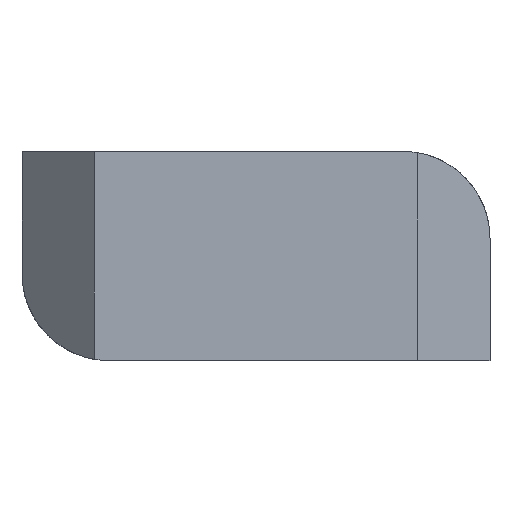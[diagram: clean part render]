
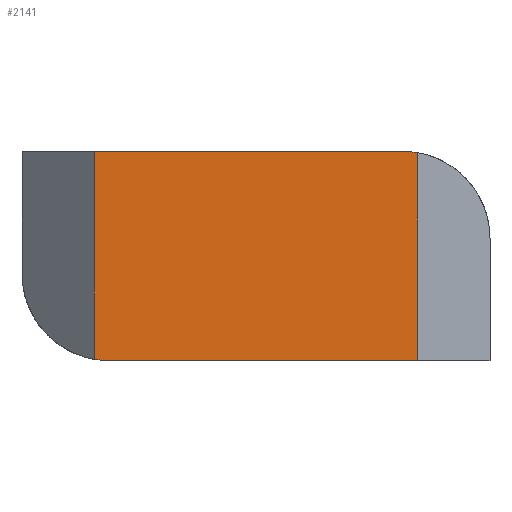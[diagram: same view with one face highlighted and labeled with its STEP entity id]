
A CAD part, front view. The second image highlights one B-rep face of the part: STEP entity #2141.
In plain terms, the highlighted planar face has unit normal (0, -1, 0).
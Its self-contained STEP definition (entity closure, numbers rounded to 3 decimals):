
#346 = DIRECTION ( 'NONE',  ( 0., 0., 1. ) ) ;
#351 = DIRECTION ( 'NONE',  ( 0., -1., 0. ) ) ;
#353 = CARTESIAN_POINT ( 'NONE',  ( 5.9, -5.6, 0.7 ) ) ;
#357 = CARTESIAN_POINT ( 'NONE',  ( 6.5, -5.6, 4.2 ) ) ;
#364 = DIRECTION ( 'NONE',  ( 0., 0., -1. ) ) ;
#365 = CARTESIAN_POINT ( 'NONE',  ( 6.5, -5.6, 4.2 ) ) ;
#367 = DIRECTION ( 'NONE',  ( 0., -1., 0. ) ) ;
#368 = DIRECTION ( 'NONE',  ( 1., 0., 0. ) ) ;
#376 = DIRECTION ( 'NONE',  ( 0., 0., 1. ) ) ;
#377 = CARTESIAN_POINT ( 'NONE',  ( -5.9, -5.6, -0.7 ) ) ;
#383 = DIRECTION ( 'NONE',  ( 1., 0., 0. ) ) ;
#389 = CARTESIAN_POINT ( 'NONE',  ( 6.5, -5.6, -4.2 ) ) ;
#398 = DIRECTION ( 'NONE',  ( 0., 0., -1. ) ) ;
#399 = CARTESIAN_POINT ( 'NONE',  ( -6.5, -5.6, 4.2 ) ) ;
#642 = CARTESIAN_POINT ( 'NONE',  ( 6.5, -5.6, -4.2 ) ) ;
#644 = CARTESIAN_POINT ( 'NONE',  ( -5.9, -5.6, -4.2 ) ) ;
#646 = CARTESIAN_POINT ( 'NONE',  ( -6.5, -5.6, -4.148 ) ) ;
#649 = CARTESIAN_POINT ( 'NONE',  ( -6.5, -5.6, 4.2 ) ) ;
#834 = CARTESIAN_POINT ( 'NONE',  ( 5.9, -5.6, 4.2 ) ) ;
#844 = CARTESIAN_POINT ( 'NONE',  ( 6.5, -5.6, 4.148 ) ) ;
#1321 = ORIENTED_EDGE ( 'NONE', *, *, #2742, .T. ) ;
#1566 = ORIENTED_EDGE ( 'NONE', *, *, #2745, .T. ) ;
#1568 = ORIENTED_EDGE ( 'NONE', *, *, #2746, .F. ) ;
#1569 = ORIENTED_EDGE ( 'NONE', *, *, #2747, .T. ) ;
#1570 = ORIENTED_EDGE ( 'NONE', *, *, #2748, .F. ) ;
#1571 = ORIENTED_EDGE ( 'NONE', *, *, #2744, .T. ) ;
#1597 = VERTEX_POINT ( 'NONE', #649 ) ;
#1598 = VERTEX_POINT ( 'NONE', #646 ) ;
#1599 = VERTEX_POINT ( 'NONE', #644 ) ;
#1600 = VERTEX_POINT ( 'NONE', #642 ) ;
#1636 = VERTEX_POINT ( 'NONE', #844 ) ;
#1646 = VERTEX_POINT ( 'NONE', #834 ) ;
#1838 = EDGE_LOOP ( 'NONE', ( #1321, #1571, #1566, #1568, #1569, #1570 ) ) ;
#2141 = ADVANCED_FACE ( 'NONE', ( #4590 ), #3863, .F. ) ;
#2388 = AXIS2_PLACEMENT_3D ( 'NONE', #353, #351, #346 ) ;
#2389 = AXIS2_PLACEMENT_3D ( 'NONE', #377, #367, #376 ) ;
#2562 = AXIS2_PLACEMENT_3D ( 'NONE', #3870, #3857, #3856 ) ;
#2742 = EDGE_CURVE ( 'NONE', #1597, #1598, #4239, .T. ) ;
#2744 = EDGE_CURVE ( 'NONE', #1598, #1599, #4236, .T. ) ;
#2745 = EDGE_CURVE ( 'NONE', #1599, #1600, #4234, .T. ) ;
#2746 = EDGE_CURVE ( 'NONE', #1636, #1600, #4233, .T. ) ;
#2747 = EDGE_CURVE ( 'NONE', #1636, #1646, #4238, .T. ) ;
#2748 = EDGE_CURVE ( 'NONE', #1597, #1646, #4229, .T. ) ;
#3856 = DIRECTION ( 'NONE',  ( 0., 0., 1. ) ) ;
#3857 = DIRECTION ( 'NONE',  ( 0., 1., 0. ) ) ;
#3863 = PLANE ( 'NONE',  #2562 ) ;
#3870 = CARTESIAN_POINT ( 'NONE',  ( 6.5, -5.6, 4.2 ) ) ;
#4228 = VECTOR ( 'NONE', #383, 1000. ) ;
#4229 = LINE ( 'NONE', #357, #4228 ) ;
#4230 = VECTOR ( 'NONE', #364, 1000. ) ;
#4232 = VECTOR ( 'NONE', #368, 1000. ) ;
#4233 = LINE ( 'NONE', #365, #4230 ) ;
#4234 = LINE ( 'NONE', #389, #4232 ) ;
#4236 = CIRCLE ( 'NONE', #2389, 3.5 ) ;
#4237 = VECTOR ( 'NONE', #398, 1000. ) ;
#4238 = CIRCLE ( 'NONE', #2388, 3.5 ) ;
#4239 = LINE ( 'NONE', #399, #4237 ) ;
#4590 = FACE_OUTER_BOUND ( 'NONE', #1838, .T. ) ;
